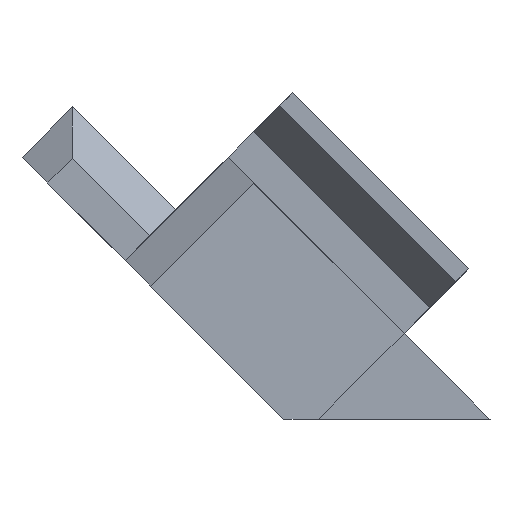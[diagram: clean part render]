
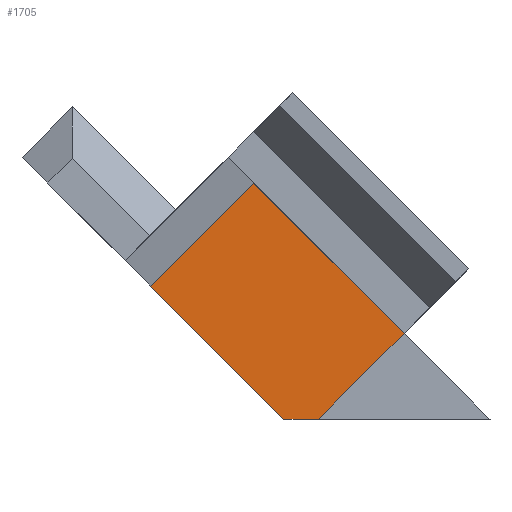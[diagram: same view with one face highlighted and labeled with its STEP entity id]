
A CAD part, left-side view. The second image highlights one B-rep face of the part: STEP entity #1705.
In plain terms, the highlighted planar face has unit normal (-1, 0, 0).
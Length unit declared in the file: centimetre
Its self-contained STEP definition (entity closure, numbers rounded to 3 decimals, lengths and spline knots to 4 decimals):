
#27=FACE_OUTER_BOUND($,#116,.T.);
#116=EDGE_LOOP($,(#1147,#1148,#1149,#1150,#1151));
#209=LINE($,#2349,#454);
#237=LINE($,#2405,#482);
#238=LINE($,#2407,#483);
#239=LINE($,#2409,#484);
#240=LINE($,#2410,#485);
#454=VECTOR($,#1904,0.62);
#482=VECTOR($,#1934,0.1131);
#483=VECTOR($,#1935,0.4);
#484=VECTOR($,#1936,0.7);
#485=VECTOR($,#1937,0.48);
#698=VERTEX_POINT($,#2346);
#699=VERTEX_POINT($,#2348);
#726=VERTEX_POINT($,#2404);
#727=VERTEX_POINT($,#2406);
#728=VERTEX_POINT($,#2408);
#865=EDGE_CURVE($,#698,#699,#209,.T.);
#893=EDGE_CURVE($,#726,#698,#237,.T.);
#894=EDGE_CURVE($,#727,#726,#238,.T.);
#895=EDGE_CURVE($,#728,#727,#239,.F.);
#896=EDGE_CURVE($,#699,#728,#240,.T.);
#1147=ORIENTED_EDGE($,*,*,#893,.F.);
#1148=ORIENTED_EDGE($,*,*,#894,.F.);
#1149=ORIENTED_EDGE($,*,*,#895,.F.);
#1150=ORIENTED_EDGE($,*,*,#896,.F.);
#1151=ORIENTED_EDGE($,*,*,#865,.F.);
#1620=PLANE($,#1797);
#1705=ADVANCED_FACE($,(#27),#1620,.F.);
#1797=AXIS2_PLACEMENT_3D($,#2403,#1932,#1933);
#1904=DIRECTION($,(0.,0.707,0.707));
#1932=DIRECTION('center_axis',(1.,0.,0.));
#1933=DIRECTION('ref_axis',(0.,0.707,-0.707));
#1934=DIRECTION($,(0.,1.,0.));
#1935=DIRECTION($,(0.,0.707,-0.707));
#1936=DIRECTION($,(0.,0.707,0.707));
#1937=DIRECTION($,(0.,-0.707,0.707));
#2346=CARTESIAN_POINT('',(-31.885,10.0541,-0.1474));
#2348=CARTESIAN_POINT('',(-31.885,10.4925,0.291));
#2349=CARTESIAN_POINT($,(-31.885,10.2875,0.0859));
#2403=CARTESIAN_POINT('Origin',(-31.885,10.1178,0.2556));
#2404=CARTESIAN_POINT('',(-31.885,9.941,-0.1474));
#2405=CARTESIAN_POINT($,(-31.885,10.0577,-0.1474));
#2406=CARTESIAN_POINT('',(-31.885,9.6582,0.1354));
#2407=CARTESIAN_POINT($,(-31.885,9.8279,-0.0343));
#2408=CARTESIAN_POINT('',(-31.885,10.1531,0.6304));
#2409=CARTESIAN_POINT($,(-31.885,9.9481,0.4254));
#2410=CARTESIAN_POINT($,(-31.885,10.3228,0.4607));
